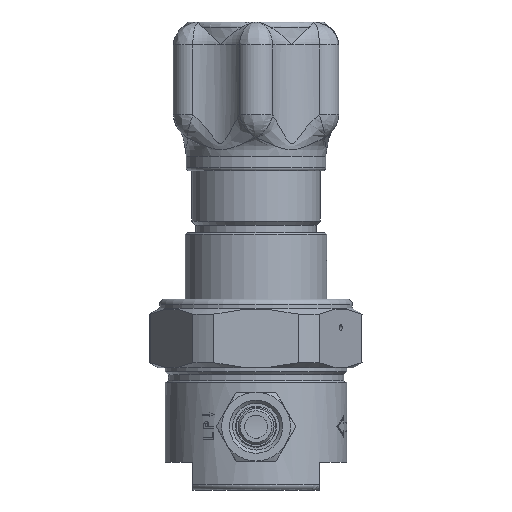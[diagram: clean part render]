
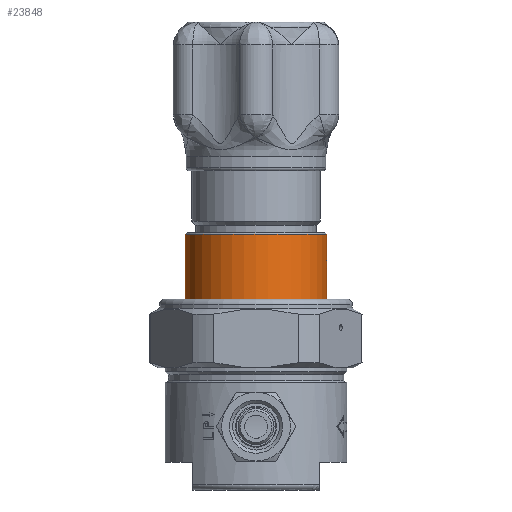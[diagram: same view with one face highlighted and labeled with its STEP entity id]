
A CAD part, left-side view. The second image highlights one B-rep face of the part: STEP entity #23848.
In plain terms, the highlighted cylindrical face has radius 19.558 mm (diameter 39.116 mm), a full revolution.
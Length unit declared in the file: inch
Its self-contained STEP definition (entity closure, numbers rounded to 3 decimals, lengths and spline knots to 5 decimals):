
#3464=LINE('',#41920,#5682);
#5682=VECTOR('',#28879,0.77);
#6221=FACE_BOUND('',#9597,.T.);
#6384=CIRCLE('',#24944,0.77);
#6410=CIRCLE('',#24990,0.77);
#6411=CIRCLE('',#24991,0.77);
#8268=FACE_OUTER_BOUND('',#9596,.T.);
#9596=EDGE_LOOP('',(#21286,#21287,#21288,#21289,#21290));
#9597=EDGE_LOOP('',(#21291,#21292,#21293));
#10493=B_SPLINE_CURVE_WITH_KNOTS('',3,(#41864,#41865,#41866,#41867,#41868,
#41869,#41870,#41871,#41872,#41873),.UNSPECIFIED.,.F.,.F.,(4,2,2,2,4),(0.11483,
0.14353,0.17224,0.20095,0.22965),
 .UNSPECIFIED.);
#10494=B_SPLINE_CURVE_WITH_KNOTS('',3,(#41875,#41876,#41877,#41878,#41879,
#41880,#41881,#41882,#41883,#41884,#41885,#41886,#41887,#41888,#41889,#41890,
#41891,#41892,#41893),.UNSPECIFIED.,.F.,.F.,(4,2,2,2,3,2,2,2,4),(0.34448,
0.37319,0.40189,0.4306,0.45931,
0.48801,0.51672,0.54543,0.57413),
 .UNSPECIFIED.);
#10495=B_SPLINE_CURVE_WITH_KNOTS('',3,(#41894,#41895,#41896,#41897,#41898,
#41899,#41900,#41901,#41902,#41903),.UNSPECIFIED.,.F.,.F.,(4,2,2,2,4),(0.22965,
0.25836,0.28707,0.31577,0.34448),
 .UNSPECIFIED.);
#12308=VERTEX_POINT('',#41734);
#12343=VERTEX_POINT('',#41862);
#12344=VERTEX_POINT('',#41863);
#12345=VERTEX_POINT('',#41874);
#12348=VERTEX_POINT('',#41912);
#12349=VERTEX_POINT('',#41913);
#15355=EDGE_CURVE('',#12308,#12308,#6384,.T.);
#15406=EDGE_CURVE('',#12343,#12344,#10493,.T.);
#15407=EDGE_CURVE('',#12345,#12343,#10494,.T.);
#15408=EDGE_CURVE('',#12344,#12345,#10495,.T.);
#15413=EDGE_CURVE('',#12348,#12349,#6410,.T.);
#15414=EDGE_CURVE('',#12349,#12348,#6411,.T.);
#15417=EDGE_CURVE('',#12349,#12308,#3464,.T.);
#21286=ORIENTED_EDGE('',*,*,#15413,.F.);
#21287=ORIENTED_EDGE('',*,*,#15414,.F.);
#21288=ORIENTED_EDGE('',*,*,#15417,.T.);
#21289=ORIENTED_EDGE('',*,*,#15355,.T.);
#21290=ORIENTED_EDGE('',*,*,#15417,.F.);
#21291=ORIENTED_EDGE('',*,*,#15406,.T.);
#21292=ORIENTED_EDGE('',*,*,#15408,.T.);
#21293=ORIENTED_EDGE('',*,*,#15407,.T.);
#22856=CYLINDRICAL_SURFACE('',#24993,0.77);
#23848=ADVANCED_FACE('',(#8268,#6221),#22856,.T.);
#24944=AXIS2_PLACEMENT_3D('',#41735,#28761,#28762);
#24990=AXIS2_PLACEMENT_3D('',#41914,#28870,#28871);
#24991=AXIS2_PLACEMENT_3D('',#41915,#28872,#28873);
#24993=AXIS2_PLACEMENT_3D('',#41919,#28877,#28878);
#28761=DIRECTION('center_axis',(0.,0.,1.));
#28762=DIRECTION('ref_axis',(0.,-1.,0.));
#28870=DIRECTION('center_axis',(0.,0.,
1.));
#28871=DIRECTION('ref_axis',(0.,1.,0.));
#28872=DIRECTION('center_axis',(0.,0.,
1.));
#28873=DIRECTION('ref_axis',(0.,1.,0.));
#28877=DIRECTION('center_axis',(0.,0.,
-1.));
#28878=DIRECTION('ref_axis',(0.,-1.,0.));
#28879=DIRECTION('',(0.,0.,-1.));
#41734=CARTESIAN_POINT('',(0.,0.77,0.254));
#41735=CARTESIAN_POINT('Origin',(0.,0.,
0.254));
#41862=CARTESIAN_POINT('',(0.,-0.77,0.703));
#41863=CARTESIAN_POINT('',(0.03,-0.76942,0.673));
#41864=CARTESIAN_POINT('Ctrl Pts',(0.,-0.77,0.703));
#41865=CARTESIAN_POINT('Ctrl Pts',(0.00377,-0.77,0.703));
#41866=CARTESIAN_POINT('Ctrl Pts',(0.00779,-0.76997,
0.70225));
#41867=CARTESIAN_POINT('Ctrl Pts',(0.01518,-0.76986,
0.69919));
#41868=CARTESIAN_POINT('Ctrl Pts',(0.01855,-0.76978,
0.69688));
#41869=CARTESIAN_POINT('Ctrl Pts',(0.02388,-0.76963,
0.69155));
#41870=CARTESIAN_POINT('Ctrl Pts',(0.02619,-0.76956,
0.68818));
#41871=CARTESIAN_POINT('Ctrl Pts',(0.02925,-0.76945,
0.68079));
#41872=CARTESIAN_POINT('Ctrl Pts',(0.03,-0.76942,
0.67677));
#41873=CARTESIAN_POINT('Ctrl Pts',(0.03,-0.76942,
0.673));
#41874=CARTESIAN_POINT('',(0.,-0.77,0.643));
#41875=CARTESIAN_POINT('Ctrl Pts',(0.,-0.77,0.643));
#41876=CARTESIAN_POINT('Ctrl Pts',(-0.00377,-0.77,0.643));
#41877=CARTESIAN_POINT('Ctrl Pts',(-0.00779,-0.76997,
0.64375));
#41878=CARTESIAN_POINT('Ctrl Pts',(-0.01518,-0.76986,
0.64681));
#41879=CARTESIAN_POINT('Ctrl Pts',(-0.01855,-0.76978,
0.64912));
#41880=CARTESIAN_POINT('Ctrl Pts',(-0.02388,-0.76963,
0.65445));
#41881=CARTESIAN_POINT('Ctrl Pts',(-0.02619,-0.76956,
0.65782));
#41882=CARTESIAN_POINT('Ctrl Pts',(-0.02925,-0.76945,
0.66521));
#41883=CARTESIAN_POINT('Ctrl Pts',(-0.03,-0.76942,
0.66923));
#41884=CARTESIAN_POINT('Ctrl Pts',(-0.03,-0.76942,
0.673));
#41885=CARTESIAN_POINT('Ctrl Pts',(-0.03,-0.76942,
0.67677));
#41886=CARTESIAN_POINT('Ctrl Pts',(-0.02925,-0.76945,
0.68079));
#41887=CARTESIAN_POINT('Ctrl Pts',(-0.02619,-0.76956,
0.68818));
#41888=CARTESIAN_POINT('Ctrl Pts',(-0.02388,-0.76963,
0.69155));
#41889=CARTESIAN_POINT('Ctrl Pts',(-0.01855,-0.76978,
0.69688));
#41890=CARTESIAN_POINT('Ctrl Pts',(-0.01518,-0.76986,
0.69919));
#41891=CARTESIAN_POINT('Ctrl Pts',(-0.00779,-0.76997,
0.70225));
#41892=CARTESIAN_POINT('Ctrl Pts',(-0.00377,-0.77,0.703));
#41893=CARTESIAN_POINT('Ctrl Pts',(0.,-0.77,0.703));
#41894=CARTESIAN_POINT('Ctrl Pts',(0.03,-0.76942,
0.673));
#41895=CARTESIAN_POINT('Ctrl Pts',(0.03,-0.76942,
0.66923));
#41896=CARTESIAN_POINT('Ctrl Pts',(0.02925,-0.76945,
0.66521));
#41897=CARTESIAN_POINT('Ctrl Pts',(0.02619,-0.76956,
0.65782));
#41898=CARTESIAN_POINT('Ctrl Pts',(0.02388,-0.76963,
0.65445));
#41899=CARTESIAN_POINT('Ctrl Pts',(0.01855,-0.76978,
0.64912));
#41900=CARTESIAN_POINT('Ctrl Pts',(0.01518,-0.76986,
0.64681));
#41901=CARTESIAN_POINT('Ctrl Pts',(0.00779,-0.76997,
0.64375));
#41902=CARTESIAN_POINT('Ctrl Pts',(0.00377,-0.77,0.643));
#41903=CARTESIAN_POINT('Ctrl Pts',(0.,-0.77,0.643));
#41912=CARTESIAN_POINT('',(0.,-0.77,0.959));
#41913=CARTESIAN_POINT('',(0.,0.77,0.959));
#41914=CARTESIAN_POINT('Origin',(0.,0.,
0.959));
#41915=CARTESIAN_POINT('Origin',(0.,0.,
0.959));
#41919=CARTESIAN_POINT('Origin',(0.,0.,
0.5415));
#41920=CARTESIAN_POINT('',(0.,0.77,0.5415));
